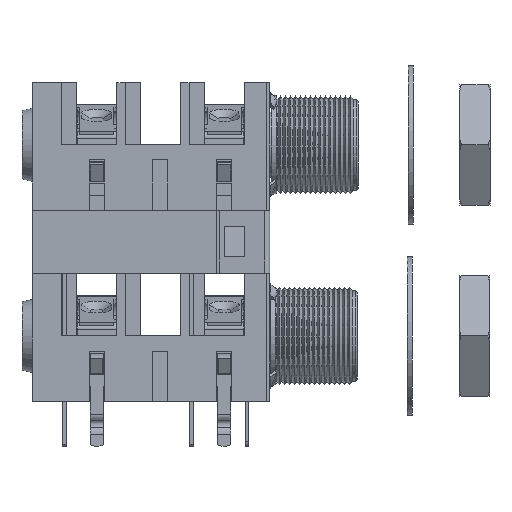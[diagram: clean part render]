
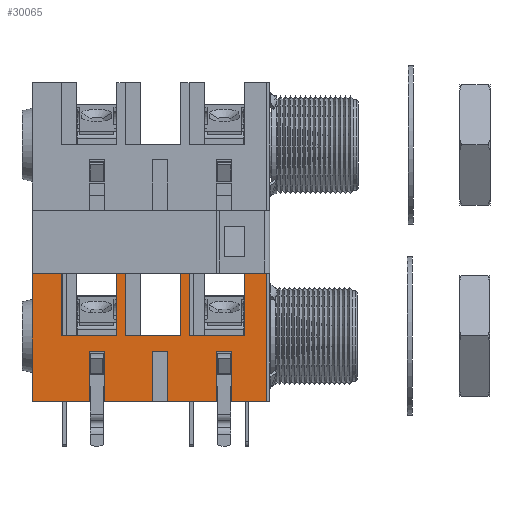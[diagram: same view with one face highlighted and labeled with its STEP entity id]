
A CAD part, front view. The second image highlights one B-rep face of the part: STEP entity #30065.
In plain terms, the highlighted planar face has unit normal (0, -1, 0).
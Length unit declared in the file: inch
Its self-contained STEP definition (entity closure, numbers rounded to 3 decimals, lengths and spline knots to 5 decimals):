
#26336=CARTESIAN_POINT('',(0.32087,-0.31496,-0.25));
#26337=VERTEX_POINT('',#26336);
#26344=CARTESIAN_POINT('',(0.18307,-0.31496,-0.25));
#26345=VERTEX_POINT('',#26344);
#26346=CARTESIAN_POINT('',(0.32087,-0.31496,-0.25));
#26347=DIRECTION('',(-1.0,0.0,0.0));
#26348=VECTOR('',#26347,0.1378);
#26349=LINE('',#26346,#26348);
#26350=EDGE_CURVE('',#26337,#26345,#26349,.T.);
#26368=CARTESIAN_POINT('',(0.12402,-0.31496,-0.25));
#26369=VERTEX_POINT('',#26368);
#26376=CARTESIAN_POINT('',(-0.06693,-0.31496,-0.25));
#26377=VERTEX_POINT('',#26376);
#26378=CARTESIAN_POINT('',(0.12402,-0.31496,-0.25));
#26379=DIRECTION('',(-1.0,0.0,0.0));
#26380=VECTOR('',#26379,0.19094);
#26381=LINE('',#26378,#26380);
#26382=EDGE_CURVE('',#26369,#26377,#26381,.T.);
#26400=CARTESIAN_POINT('',(-0.12598,-0.31496,-0.25));
#26401=VERTEX_POINT('',#26400);
#26408=CARTESIAN_POINT('',(-0.31693,-0.31496,-0.25));
#26409=VERTEX_POINT('',#26408);
#26410=CARTESIAN_POINT('',(-0.12598,-0.31496,-0.25));
#26411=DIRECTION('',(-1.0,0.0,0.0));
#26412=VECTOR('',#26411,0.19094);
#26413=LINE('',#26410,#26412);
#26414=EDGE_CURVE('',#26401,#26409,#26413,.T.);
#26432=CARTESIAN_POINT('',(-0.37598,-0.31496,-0.25));
#26433=VERTEX_POINT('',#26432);
#26440=CARTESIAN_POINT('',(-0.60039,-0.31496,-0.25));
#26441=VERTEX_POINT('',#26440);
#26442=CARTESIAN_POINT('',(-0.37598,-0.31496,-0.25));
#26443=DIRECTION('',(-1.0,0.0,0.0));
#26444=VECTOR('',#26443,0.22441);
#26445=LINE('',#26442,#26444);
#26446=EDGE_CURVE('',#26433,#26441,#26445,.T.);
#28364=CARTESIAN_POINT('',(-0.26772,-0.31496,0.00591));
#28365=VERTEX_POINT('',#28364);
#28372=CARTESIAN_POINT('',(-0.26772,-0.31496,0.25));
#28373=VERTEX_POINT('',#28372);
#28374=CARTESIAN_POINT('',(-0.26772,-0.31496,0.25));
#28375=DIRECTION('',(0.0,0.0,-1.0));
#28376=VECTOR('',#28375,0.24409);
#28377=LINE('',#28374,#28376);
#28378=EDGE_CURVE('',#28373,#28365,#28377,.T.);
#28475=CARTESIAN_POINT('',(0.23228,-0.31496,0.00591));
#28476=VERTEX_POINT('',#28475);
#28483=CARTESIAN_POINT('',(0.23228,-0.31496,0.25));
#28484=VERTEX_POINT('',#28483);
#28485=CARTESIAN_POINT('',(0.23228,-0.31496,0.25));
#28486=DIRECTION('',(0.0,0.0,-1.0));
#28487=VECTOR('',#28486,0.24409);
#28488=LINE('',#28485,#28487);
#28489=EDGE_CURVE('',#28484,#28476,#28488,.T.);
#28586=CARTESIAN_POINT('',(-0.01772,-0.31496,0.00591));
#28587=VERTEX_POINT('',#28586);
#28594=CARTESIAN_POINT('',(-0.01772,-0.31496,0.25));
#28595=VERTEX_POINT('',#28594);
#28596=CARTESIAN_POINT('',(-0.01772,-0.31496,0.25));
#28597=DIRECTION('',(0.0,0.0,-1.0));
#28598=VECTOR('',#28597,0.24409);
#28599=LINE('',#28596,#28598);
#28600=EDGE_CURVE('',#28595,#28587,#28599,.T.);
#29801=CARTESIAN_POINT('',(0.18307,-0.31496,-0.05315));
#29802=VERTEX_POINT('',#29801);
#29809=CARTESIAN_POINT('',(0.12402,-0.31496,-0.05315));
#29810=VERTEX_POINT('',#29809);
#29811=CARTESIAN_POINT('',(0.12402,-0.31496,-0.05315));
#29812=DIRECTION('',(1.0,0.0,0.0));
#29813=VECTOR('',#29812,0.05906);
#29814=LINE('',#29811,#29813);
#29815=EDGE_CURVE('',#29810,#29802,#29814,.T.);
#29841=CARTESIAN_POINT('',(-0.06693,-0.31496,-0.05315));
#29842=VERTEX_POINT('',#29841);
#29849=CARTESIAN_POINT('',(-0.12598,-0.31496,-0.05315));
#29850=VERTEX_POINT('',#29849);
#29851=CARTESIAN_POINT('',(-0.12598,-0.31496,-0.05315));
#29852=DIRECTION('',(1.0,0.0,0.0));
#29853=VECTOR('',#29852,0.05906);
#29854=LINE('',#29851,#29853);
#29855=EDGE_CURVE('',#29850,#29842,#29854,.T.);
#29896=CARTESIAN_POINT('',(0.18307,-0.31496,-0.05315));
#29897=DIRECTION('',(0.0,0.0,-1.0));
#29898=VECTOR('',#29897,0.19685);
#29899=LINE('',#29896,#29898);
#29900=EDGE_CURVE('',#29802,#26345,#29899,.T.);
#29920=CARTESIAN_POINT('',(0.32087,-0.31496,-0.25));
#29921=DIRECTION('',(0.0,-1.0,0.0));
#29922=DIRECTION('',(0.0,0.0,-1.0));
#29923=AXIS2_PLACEMENT_3D('',#29920,#29921,#29922);
#29924=PLANE('',#29923);
#29925=CARTESIAN_POINT('',(0.12402,-0.31496,-0.25));
#29926=DIRECTION('',(0.0,0.0,1.0));
#29927=VECTOR('',#29926,0.19685);
#29928=LINE('',#29925,#29927);
#29929=EDGE_CURVE('',#26369,#29810,#29928,.T.);
#29930=ORIENTED_EDGE('',*,*,#29929,.T.);
#29931=ORIENTED_EDGE('',*,*,#29815,.T.);
#29932=ORIENTED_EDGE('',*,*,#29900,.T.);
#29933=ORIENTED_EDGE('',*,*,#26350,.F.);
#29934=CARTESIAN_POINT('',(0.32087,-0.31496,0.25));
#29935=VERTEX_POINT('',#29934);
#29936=CARTESIAN_POINT('',(0.32087,-0.31496,-0.25));
#29937=DIRECTION('',(0.0,0.0,1.0));
#29938=VECTOR('',#29937,0.5);
#29939=LINE('',#29936,#29938);
#29940=EDGE_CURVE('',#26337,#29935,#29939,.T.);
#29941=ORIENTED_EDGE('',*,*,#29940,.T.);
#29942=CARTESIAN_POINT('',(0.32087,-0.31496,0.25));
#29943=DIRECTION('',(-1.0,0.0,0.0));
#29944=VECTOR('',#29943,0.08858);
#29945=LINE('',#29942,#29944);
#29946=EDGE_CURVE('',#29935,#28484,#29945,.T.);
#29947=ORIENTED_EDGE('',*,*,#29946,.T.);
#29948=ORIENTED_EDGE('',*,*,#28489,.T.);
#29949=CARTESIAN_POINT('',(0.01575,-0.31496,0.00591));
#29950=VERTEX_POINT('',#29949);
#29951=CARTESIAN_POINT('',(0.23228,-0.31496,0.00591));
#29952=DIRECTION('',(-1.0,0.0,0.0));
#29953=VECTOR('',#29952,0.21654);
#29954=LINE('',#29951,#29953);
#29955=EDGE_CURVE('',#28476,#29950,#29954,.T.);
#29956=ORIENTED_EDGE('',*,*,#29955,.T.);
#29957=CARTESIAN_POINT('',(0.01575,-0.31496,0.25));
#29958=VERTEX_POINT('',#29957);
#29959=CARTESIAN_POINT('',(0.01575,-0.31496,0.00591));
#29960=DIRECTION('',(0.0,0.0,1.0));
#29961=VECTOR('',#29960,0.24409);
#29962=LINE('',#29959,#29961);
#29963=EDGE_CURVE('',#29950,#29958,#29962,.T.);
#29964=ORIENTED_EDGE('',*,*,#29963,.T.);
#29965=CARTESIAN_POINT('',(0.01575,-0.31496,0.25));
#29966=DIRECTION('',(-1.0,0.0,0.0));
#29967=VECTOR('',#29966,0.03346);
#29968=LINE('',#29965,#29967);
#29969=EDGE_CURVE('',#29958,#28595,#29968,.T.);
#29970=ORIENTED_EDGE('',*,*,#29969,.T.);
#29971=ORIENTED_EDGE('',*,*,#28600,.T.);
#29972=CARTESIAN_POINT('',(-0.23425,-0.31496,0.00591));
#29973=VERTEX_POINT('',#29972);
#29974=CARTESIAN_POINT('',(-0.01772,-0.31496,0.00591));
#29975=DIRECTION('',(-1.0,0.0,0.0));
#29976=VECTOR('',#29975,0.21654);
#29977=LINE('',#29974,#29976);
#29978=EDGE_CURVE('',#28587,#29973,#29977,.T.);
#29979=ORIENTED_EDGE('',*,*,#29978,.T.);
#29980=CARTESIAN_POINT('',(-0.23425,-0.31496,0.25));
#29981=VERTEX_POINT('',#29980);
#29982=CARTESIAN_POINT('',(-0.23425,-0.31496,0.00591));
#29983=DIRECTION('',(0.0,0.0,1.0));
#29984=VECTOR('',#29983,0.24409);
#29985=LINE('',#29982,#29984);
#29986=EDGE_CURVE('',#29973,#29981,#29985,.T.);
#29987=ORIENTED_EDGE('',*,*,#29986,.T.);
#29988=CARTESIAN_POINT('',(-0.23425,-0.31496,0.25));
#29989=DIRECTION('',(-1.0,0.0,0.0));
#29990=VECTOR('',#29989,0.03346);
#29991=LINE('',#29988,#29990);
#29992=EDGE_CURVE('',#29981,#28373,#29991,.T.);
#29993=ORIENTED_EDGE('',*,*,#29992,.T.);
#29994=ORIENTED_EDGE('',*,*,#28378,.T.);
#29995=CARTESIAN_POINT('',(-0.48425,-0.31496,0.00591));
#29996=VERTEX_POINT('',#29995);
#29997=CARTESIAN_POINT('',(-0.26772,-0.31496,0.00591));
#29998=DIRECTION('',(-1.0,0.0,0.0));
#29999=VECTOR('',#29998,0.21654);
#30000=LINE('',#29997,#29999);
#30001=EDGE_CURVE('',#28365,#29996,#30000,.T.);
#30002=ORIENTED_EDGE('',*,*,#30001,.T.);
#30003=CARTESIAN_POINT('',(-0.48425,-0.31496,0.25));
#30004=VERTEX_POINT('',#30003);
#30005=CARTESIAN_POINT('',(-0.48425,-0.31496,0.00591));
#30006=DIRECTION('',(0.0,0.0,1.0));
#30007=VECTOR('',#30006,0.24409);
#30008=LINE('',#30005,#30007);
#30009=EDGE_CURVE('',#29996,#30004,#30008,.T.);
#30010=ORIENTED_EDGE('',*,*,#30009,.T.);
#30011=CARTESIAN_POINT('',(-0.60039,-0.31496,0.25));
#30012=VERTEX_POINT('',#30011);
#30013=CARTESIAN_POINT('',(-0.48425,-0.31496,0.25));
#30014=DIRECTION('',(-1.0,0.0,0.0));
#30015=VECTOR('',#30014,0.11614);
#30016=LINE('',#30013,#30015);
#30017=EDGE_CURVE('',#30004,#30012,#30016,.T.);
#30018=ORIENTED_EDGE('',*,*,#30017,.T.);
#30019=CARTESIAN_POINT('',(-0.60039,-0.31496,-0.25));
#30020=DIRECTION('',(0.0,0.0,1.0));
#30021=VECTOR('',#30020,0.5);
#30022=LINE('',#30019,#30021);
#30023=EDGE_CURVE('',#26441,#30012,#30022,.T.);
#30024=ORIENTED_EDGE('',*,*,#30023,.F.);
#30025=ORIENTED_EDGE('',*,*,#26446,.F.);
#30026=CARTESIAN_POINT('',(-0.37598,-0.31496,-0.05315));
#30027=VERTEX_POINT('',#30026);
#30028=CARTESIAN_POINT('',(-0.37598,-0.31496,-0.25));
#30029=DIRECTION('',(0.0,0.0,1.0));
#30030=VECTOR('',#30029,0.19685);
#30031=LINE('',#30028,#30030);
#30032=EDGE_CURVE('',#26433,#30027,#30031,.T.);
#30033=ORIENTED_EDGE('',*,*,#30032,.T.);
#30034=CARTESIAN_POINT('',(-0.31693,-0.31496,-0.05315));
#30035=VERTEX_POINT('',#30034);
#30036=CARTESIAN_POINT('',(-0.37598,-0.31496,-0.05315));
#30037=DIRECTION('',(1.0,0.0,0.0));
#30038=VECTOR('',#30037,0.05906);
#30039=LINE('',#30036,#30038);
#30040=EDGE_CURVE('',#30027,#30035,#30039,.T.);
#30041=ORIENTED_EDGE('',*,*,#30040,.T.);
#30042=CARTESIAN_POINT('',(-0.31693,-0.31496,-0.05315));
#30043=DIRECTION('',(0.0,0.0,-1.0));
#30044=VECTOR('',#30043,0.19685);
#30045=LINE('',#30042,#30044);
#30046=EDGE_CURVE('',#30035,#26409,#30045,.T.);
#30047=ORIENTED_EDGE('',*,*,#30046,.T.);
#30048=ORIENTED_EDGE('',*,*,#26414,.F.);
#30049=CARTESIAN_POINT('',(-0.12598,-0.31496,-0.25));
#30050=DIRECTION('',(0.0,0.0,1.0));
#30051=VECTOR('',#30050,0.19685);
#30052=LINE('',#30049,#30051);
#30053=EDGE_CURVE('',#26401,#29850,#30052,.T.);
#30054=ORIENTED_EDGE('',*,*,#30053,.T.);
#30055=ORIENTED_EDGE('',*,*,#29855,.T.);
#30056=CARTESIAN_POINT('',(-0.06693,-0.31496,-0.05315));
#30057=DIRECTION('',(0.0,0.0,-1.0));
#30058=VECTOR('',#30057,0.19685);
#30059=LINE('',#30056,#30058);
#30060=EDGE_CURVE('',#29842,#26377,#30059,.T.);
#30061=ORIENTED_EDGE('',*,*,#30060,.T.);
#30062=ORIENTED_EDGE('',*,*,#26382,.F.);
#30063=EDGE_LOOP('',(#29930,#29931,#29932,#29933,#29941,#29947,#29948,#29956,#29964,#29970,#29971,#29979,#29987,#29993,#29994,#30002,#30010,#30018,#30024,#30025,#30033,#30041,#30047,#30048,#30054,#30055,#30061,#30062));
#30064=FACE_OUTER_BOUND('',#30063,.T.);
#30065=ADVANCED_FACE('',(#30064),#29924,.T.);
